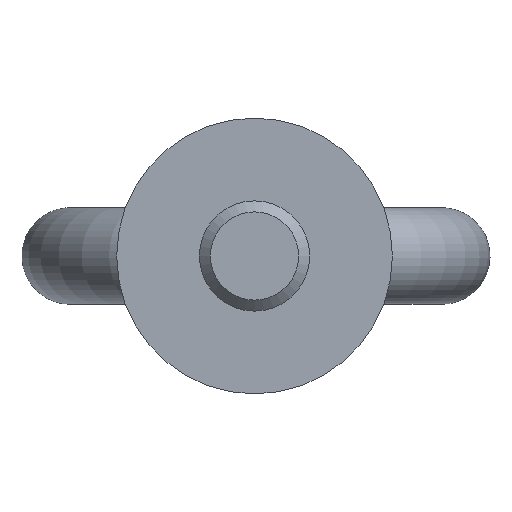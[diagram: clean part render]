
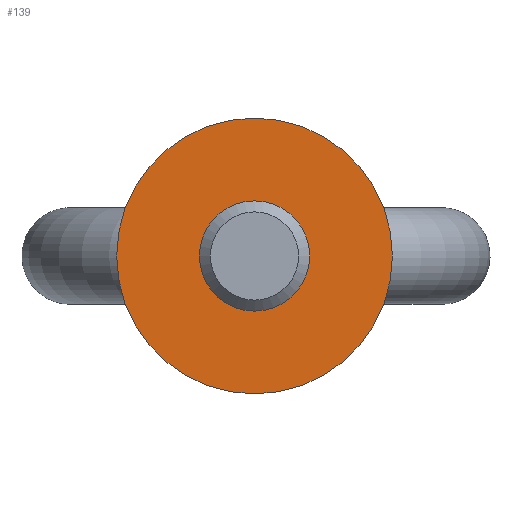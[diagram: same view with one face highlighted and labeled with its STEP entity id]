
A CAD part, front view. The second image highlights one B-rep face of the part: STEP entity #139.
In plain terms, the highlighted planar face has unit normal (0, -1, 0).
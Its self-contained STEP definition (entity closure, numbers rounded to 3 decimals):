
#84=FACE_BOUND('',#219,.T.);
#85=FACE_BOUND('',#220,.T.);
#119=PLANE('',#646);
#139=ADVANCED_FACE('',(#84,#85),#119,.F.);
#219=EDGE_LOOP('',(#364));
#220=EDGE_LOOP('',(#365));
#296=CIRCLE('',#643,4.);
#297=CIRCLE('',#645,10.);
#364=ORIENTED_EDGE('',*,*,#567,.F.);
#365=ORIENTED_EDGE('',*,*,#566,.T.);
#509=VERTEX_POINT('',#1041);
#510=VERTEX_POINT('',#1044);
#566=EDGE_CURVE('',#509,#509,#296,.T.);
#567=EDGE_CURVE('',#510,#510,#297,.T.);
#643=AXIS2_PLACEMENT_3D('',#1040,#724,#725);
#645=AXIS2_PLACEMENT_3D('',#1043,#728,#729);
#646=AXIS2_PLACEMENT_3D('',#1045,#730,#731);
#724=DIRECTION('',(0.,1.,0.));
#725=DIRECTION('',(0.,0.,1.));
#728=DIRECTION('',(0.,1.,0.));
#729=DIRECTION('',(0.,0.,1.));
#730=DIRECTION('',(0.,1.,0.));
#731=DIRECTION('',(0.,0.,1.));
#1040=CARTESIAN_POINT('',(0.,0.,0.));
#1041=CARTESIAN_POINT('',(0.,0.,4.));
#1043=CARTESIAN_POINT('',(0.,0.,0.));
#1044=CARTESIAN_POINT('',(0.,0.,10.));
#1045=CARTESIAN_POINT('',(4.,0.,0.));
